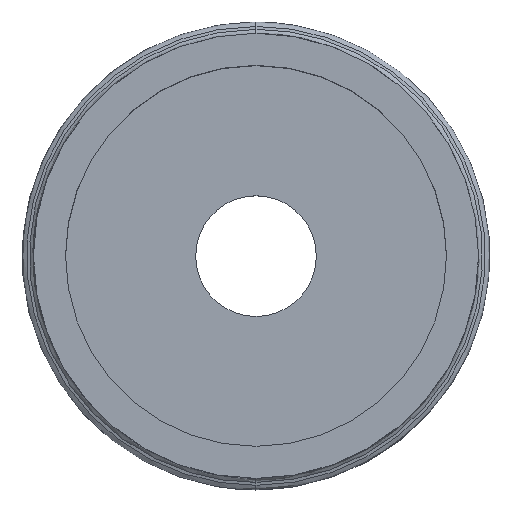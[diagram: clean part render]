
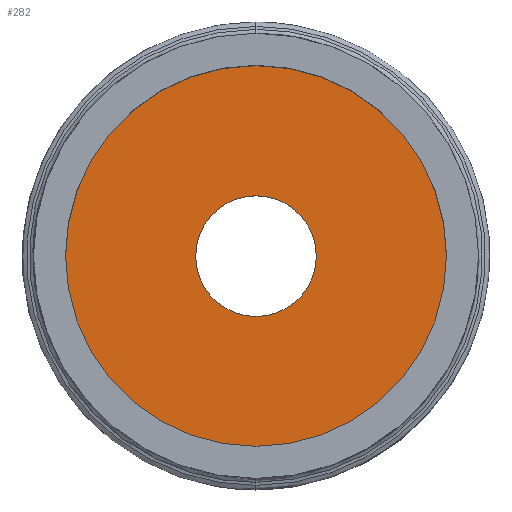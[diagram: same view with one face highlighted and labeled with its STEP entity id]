
A CAD part, top view. The second image highlights one B-rep face of the part: STEP entity #282.
In plain terms, the highlighted planar face has unit normal (0, 0, 1).
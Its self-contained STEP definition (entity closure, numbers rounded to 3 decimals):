
#221=CARTESIAN_POINT('Vertex',(8.,0.,0.)) ;
#224=CARTESIAN_POINT('Axis2P3D Location',(0.,0.,0.)) ;
#228=CARTESIAN_POINT('Vertex',(-8.,0.,0.)) ;
#243=CARTESIAN_POINT('Axis2P3D Location',(0.,0.,0.)) ;
#255=CARTESIAN_POINT('Axis2P3D Location',(0.,0.,0.)) ;
#260=CARTESIAN_POINT('Axis2P3D Location',(0.,0.,0.)) ;
#264=CARTESIAN_POINT('Vertex',(25.25,0.,0.)) ;
#266=CARTESIAN_POINT('Vertex',(-25.25,0.,0.)) ;
#269=CARTESIAN_POINT('Axis2P3D Location',(0.,0.,0.)) ;
#225=DIRECTION('Axis2P3D Direction',(0.,0.,1.)) ;
#244=DIRECTION('Axis2P3D Direction',(0.,0.,1.)) ;
#256=DIRECTION('Axis2P3D Direction',(0.,0.,1.)) ;
#257=DIRECTION('Axis2P3D XDirection',(1.,0.,0.)) ;
#261=DIRECTION('Axis2P3D Direction',(0.,0.,1.)) ;
#270=DIRECTION('Axis2P3D Direction',(0.,0.,1.)) ;
#226=AXIS2_PLACEMENT_3D('Circle Axis2P3D',#224,#225,$) ;
#245=AXIS2_PLACEMENT_3D('Circle Axis2P3D',#243,#244,$) ;
#258=AXIS2_PLACEMENT_3D('Plane Axis2P3D',#255,#256,#257) ;
#262=AXIS2_PLACEMENT_3D('Circle Axis2P3D',#260,#261,$) ;
#271=AXIS2_PLACEMENT_3D('Circle Axis2P3D',#269,#270,$) ;
#275=ORIENTED_EDGE('',*,*,#268,.T.) ;
#276=ORIENTED_EDGE('',*,*,#273,.T.) ;
#279=ORIENTED_EDGE('',*,*,#230,.F.) ;
#280=ORIENTED_EDGE('',*,*,#247,.F.) ;
#281=FACE_BOUND('',#278,.T.) ;
#282=ADVANCED_FACE('PartBody',(#277,#281),#259,.T.) ;
#227=CIRCLE('generated circle',#226,8.) ;
#246=CIRCLE('generated circle',#245,8.) ;
#263=CIRCLE('generated circle',#262,25.25) ;
#272=CIRCLE('generated circle',#271,25.25) ;
#230=EDGE_CURVE('',#222,#229,#227,.T.) ;
#247=EDGE_CURVE('',#229,#222,#246,.T.) ;
#268=EDGE_CURVE('',#265,#267,#263,.T.) ;
#273=EDGE_CURVE('',#267,#265,#272,.T.) ;
#274=EDGE_LOOP('',(#275,#276)) ;
#278=EDGE_LOOP('',(#279,#280)) ;
#277=FACE_OUTER_BOUND('',#274,.T.) ;
#259=PLANE('',#258) ;
#222=VERTEX_POINT('',#221) ;
#229=VERTEX_POINT('',#228) ;
#265=VERTEX_POINT('',#264) ;
#267=VERTEX_POINT('',#266) ;
